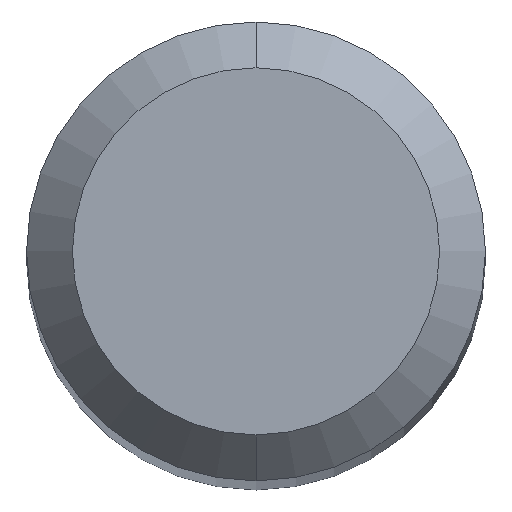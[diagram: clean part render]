
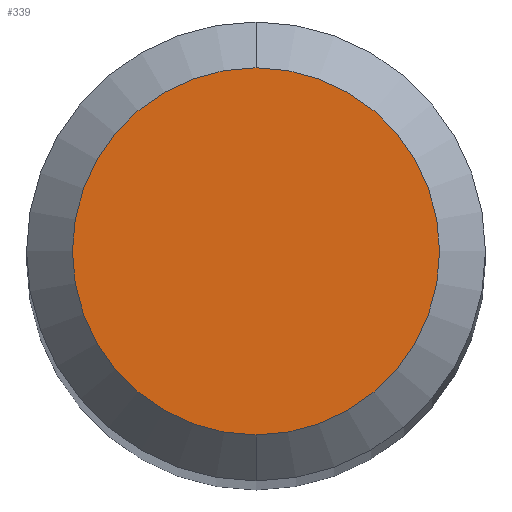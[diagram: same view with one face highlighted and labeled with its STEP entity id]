
A CAD part, top view. The second image highlights one B-rep face of the part: STEP entity #339.
In plain terms, the highlighted planar face has unit normal (0, 0, 1).
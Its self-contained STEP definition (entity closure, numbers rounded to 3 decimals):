
#229=EDGE_CURVE('',#463,#443,#543,.T.);
#339=ADVANCED_FACE('',(#669),#670,.T.);
#401=EDGE_CURVE('',#443,#463,#735,.T.);
#443=VERTEX_POINT('',#778);
#463=VERTEX_POINT('',#800);
#543=CIRCLE('',#903,1.2);
#669=FACE_OUTER_BOUND('',#1095,.T.);
#670=PLANE('',#1096);
#735=CIRCLE('',#1300,1.2);
#778=CARTESIAN_POINT('',(0.,-1.2,0.0));
#800=CARTESIAN_POINT('',(0.0,1.2,0.0));
#903=AXIS2_PLACEMENT_3D('',#1531,#1532,#1533);
#1095=EDGE_LOOP('',(#1702,#1703));
#1096=AXIS2_PLACEMENT_3D('',#1704,#1705,#1706);
#1300=AXIS2_PLACEMENT_3D('',#1756,#1757,#1758);
#1531=CARTESIAN_POINT('',(0.0,0.0,0.0));
#1532=DIRECTION('',(0.0,0.0,-1.0));
#1533=DIRECTION('',(0.0,1.0,0.0));
#1702=ORIENTED_EDGE('',*,*,#229,.F.);
#1703=ORIENTED_EDGE('',*,*,#401,.F.);
#1704=CARTESIAN_POINT('',(0.0,0.6,0.0));
#1705=DIRECTION('',(-0.0,0.0,1.0));
#1706=DIRECTION('',(0.0,-1.0,0.0));
#1756=CARTESIAN_POINT('',(0.0,0.0,0.0));
#1757=DIRECTION('',(0.0,0.0,-1.0));
#1758=DIRECTION('',(0.0,1.0,0.0));
